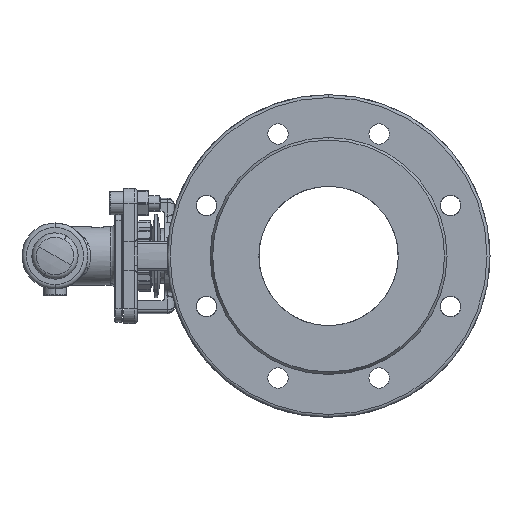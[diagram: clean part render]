
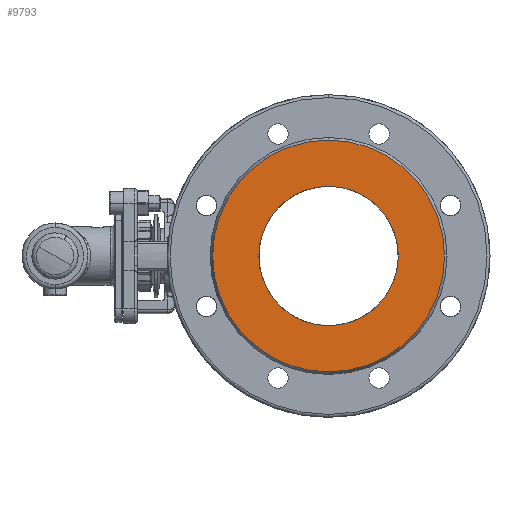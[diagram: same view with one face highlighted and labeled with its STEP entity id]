
A CAD part, left-side view. The second image highlights one B-rep face of the part: STEP entity #9793.
In plain terms, the highlighted planar face has unit normal (-1, 0, 0).
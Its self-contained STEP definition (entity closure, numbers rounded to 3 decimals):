
#2335 = DIRECTION ( 'NONE',  ( -1., 0., 0. ) ) ;
#3601 = FACE_BOUND ( 'NONE', #4039, .T. ) ;
#4039 = EDGE_LOOP ( 'NONE', ( #36960, #21305 ) ) ;
#4895 = CIRCLE ( 'NONE', #40831, 79. ) ;
#8104 = EDGE_CURVE ( 'NONE', #24398, #35902, #41784, .T. ) ;
#9530 = VERTEX_POINT ( 'NONE', #41662 ) ;
#9793 = ADVANCED_FACE ( 'NONE', ( #3601, #22158 ), #33145, .F. ) ;
#9966 = DIRECTION ( 'NONE',  ( -1., 0., 0. ) ) ;
#14751 = CARTESIAN_POINT ( 'NONE',  ( 0., 47.5, 0. ) ) ;
#15588 = EDGE_LOOP ( 'NONE', ( #19040, #45067 ) ) ;
#16396 = EDGE_CURVE ( 'NONE', #35902, #24398, #44636, .T. ) ;
#17020 = DIRECTION ( 'NONE',  ( -1., 0., 0. ) ) ;
#17866 = CARTESIAN_POINT ( 'NONE',  ( 0., 0., 47.5 ) ) ;
#18337 = CARTESIAN_POINT ( 'NONE',  ( 0., 0., -79. ) ) ;
#19040 = ORIENTED_EDGE ( 'NONE', *, *, #40200, .T. ) ;
#19111 = VERTEX_POINT ( 'NONE', #18337 ) ;
#19529 = CARTESIAN_POINT ( 'NONE',  ( 0., 0., 0. ) ) ;
#20424 = CARTESIAN_POINT ( 'NONE',  ( 0., 0., 0. ) ) ;
#20862 = CARTESIAN_POINT ( 'NONE',  ( 0., 0., 0. ) ) ;
#21305 = ORIENTED_EDGE ( 'NONE', *, *, #16396, .F. ) ;
#22158 = FACE_OUTER_BOUND ( 'NONE', #15588, .T. ) ;
#22931 = DIRECTION ( 'NONE',  ( -1., 0., 0. ) ) ;
#24398 = VERTEX_POINT ( 'NONE', #17866 ) ;
#25329 = CARTESIAN_POINT ( 'NONE',  ( 0., 0., -47.5 ) ) ;
#26680 = AXIS2_PLACEMENT_3D ( 'NONE', #14751, #39422, #46834 ) ;
#26969 = DIRECTION ( 'NONE',  ( 0., 0., 1. ) ) ;
#28074 = CIRCLE ( 'NONE', #43343, 79. ) ;
#28468 = DIRECTION ( 'NONE',  ( 0., 0., 1. ) ) ;
#33145 = PLANE ( 'NONE',  #26680 ) ;
#35902 = VERTEX_POINT ( 'NONE', #25329 ) ;
#36960 = ORIENTED_EDGE ( 'NONE', *, *, #8104, .F. ) ;
#37761 = AXIS2_PLACEMENT_3D ( 'NONE', #46035, #17020, #46210 ) ;
#39422 = DIRECTION ( 'NONE',  ( 1., 0., 0. ) ) ;
#39460 = EDGE_CURVE ( 'NONE', #9530, #19111, #28074, .T. ) ;
#40200 = EDGE_CURVE ( 'NONE', #19111, #9530, #4895, .T. ) ;
#40512 = AXIS2_PLACEMENT_3D ( 'NONE', #20862, #2335, #28468 ) ;
#40831 = AXIS2_PLACEMENT_3D ( 'NONE', #20424, #9966, #43635 ) ;
#41662 = CARTESIAN_POINT ( 'NONE',  ( 0., 0., 79. ) ) ;
#41784 = CIRCLE ( 'NONE', #37761, 47.5 ) ;
#43343 = AXIS2_PLACEMENT_3D ( 'NONE', #19529, #22931, #26969 ) ;
#43635 = DIRECTION ( 'NONE',  ( 0., 0., 1. ) ) ;
#44636 = CIRCLE ( 'NONE', #40512, 47.5 ) ;
#45067 = ORIENTED_EDGE ( 'NONE', *, *, #39460, .T. ) ;
#46035 = CARTESIAN_POINT ( 'NONE',  ( 0., 0., 0. ) ) ;
#46210 = DIRECTION ( 'NONE',  ( 0., 0., 1. ) ) ;
#46834 = DIRECTION ( 'NONE',  ( 0., 0., -1. ) ) ;
